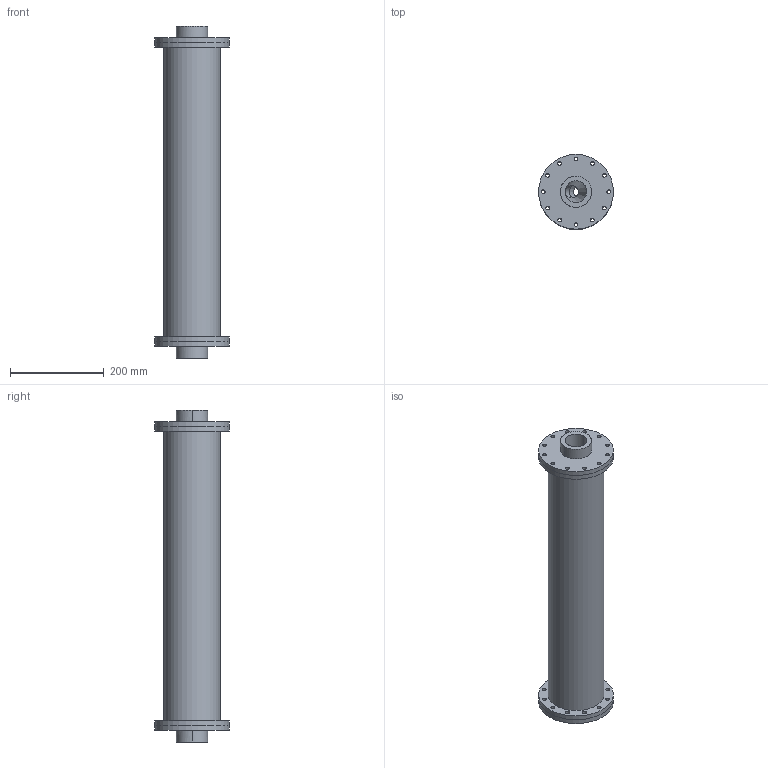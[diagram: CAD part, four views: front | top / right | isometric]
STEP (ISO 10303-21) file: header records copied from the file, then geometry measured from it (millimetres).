
FILE_DESCRIPTION(('FreeCAD Model'),'2;1');
FILE_NAME('Open CASCADE Shape Model','2025-04-30T20:49:01',('FreeCAD'),( 'FreeCAD'),'Open CASCADE STEP processor 7.6','FreeCAD','Unknown');
FILE_SCHEMA(('AUTOMOTIVE_DESIGN { 1 0 10303 214 1 1 1 1 }'));
Length unit declared in the file: millimetre
Products named in the file (1): Open CASCADE STEP translator 7.6 1
Bounding box: 160 x 160 x 710 mm (x, y, z)
Volume: 7131731.5 mm3; surface area: 1009514.8 mm2
Topology: 17 solids, 17 shells, 201 faces, 408 edges, 245 vertices
Faces by surface type: cylinder 100, plane 58, bspline 23, torus 10, cone 10
Full cylindrical faces by diameter (mm): 8 x48, 10 x22, 26.667 x10, 90 x15, 120 x1, 160 x4
Entity records: 10296 total; most frequent: CARTESIAN_POINT 5925, DIRECTION 903, ORIENTED_EDGE 776, AXIS2_PLACEMENT_3D 390, EDGE_CURVE 388, FACE_BOUND 355, EDGE_LOOP 355, VERTEX_POINT 245
